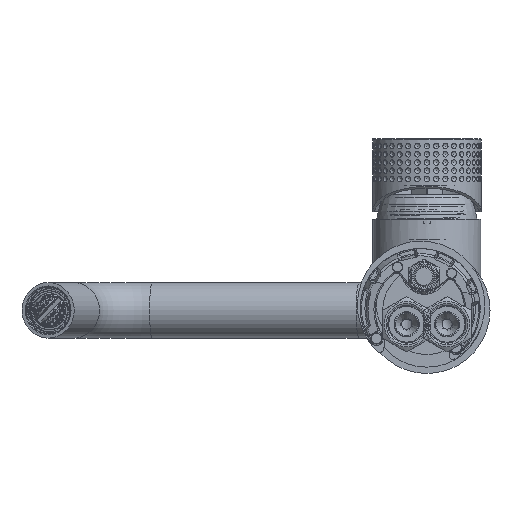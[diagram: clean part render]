
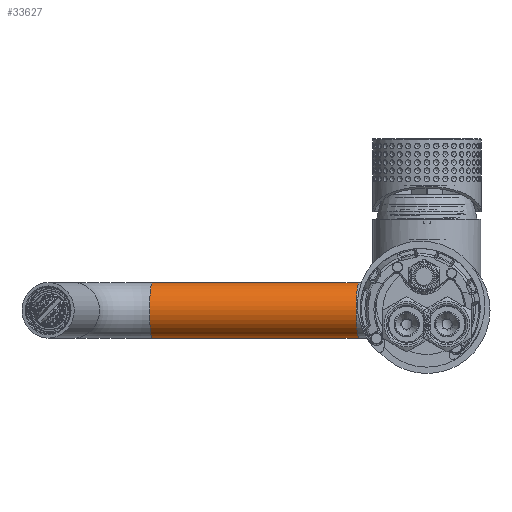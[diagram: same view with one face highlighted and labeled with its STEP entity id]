
A CAD part, front view. The second image highlights one B-rep face of the part: STEP entity #33627.
In plain terms, the highlighted cylindrical face has radius 11 mm (diameter 22 mm), a full revolution.
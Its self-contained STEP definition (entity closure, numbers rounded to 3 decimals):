
#3972=CYLINDRICAL_SURFACE('',#36075,11.);
#5715=ORIENTED_EDGE('',*,*,#11342,.F.);
#5716=ORIENTED_EDGE('',*,*,#11343,.T.);
#11342=EDGE_CURVE('',#14277,#14277,#16450,.F.);
#11343=EDGE_CURVE('',#14278,#14278,#16451,.F.);
#14277=VERTEX_POINT('',#49433);
#14278=VERTEX_POINT('',#49436);
#16450=CIRCLE('',#36074,11.);
#16451=CIRCLE('',#36076,11.);
#17988=EDGE_LOOP('',(#5715));
#17989=EDGE_LOOP('',(#5716));
#20577=FACE_BOUND('',#17988,.T.);
#20578=FACE_BOUND('',#17989,.T.);
#33627=ADVANCED_FACE('',(#20577,#20578),#3972,.T.);
#36074=AXIS2_PLACEMENT_3D('',#49432,#40175,#40176);
#36075=AXIS2_PLACEMENT_3D('',#49434,#40177,#40178);
#36076=AXIS2_PLACEMENT_3D('',#49435,#40179,#40180);
#40175=DIRECTION('',(-0.995,0.,-0.105));
#40176=DIRECTION('',(0.105,0.,-0.995));
#40177=DIRECTION('',(0.995,0.,0.105));
#40178=DIRECTION('',(0.105,0.,-0.995));
#40179=DIRECTION('',(-0.995,0.,-0.105));
#40180=DIRECTION('',(0.105,0.,-0.995));
#49432=CARTESIAN_POINT('',(108.679,0.,147.035));
#49433=CARTESIAN_POINT('',(109.829,0.,136.095));
#49434=CARTESIAN_POINT('',(26.864,0.,138.436));
#49435=CARTESIAN_POINT('',(26.864,0.,138.436));
#49436=CARTESIAN_POINT('',(28.014,0.,127.496));
